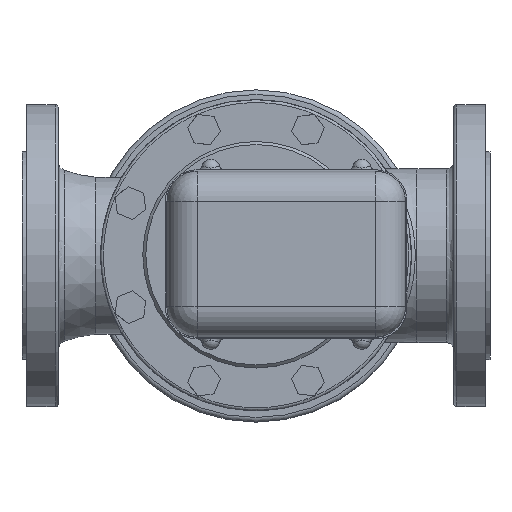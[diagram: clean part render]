
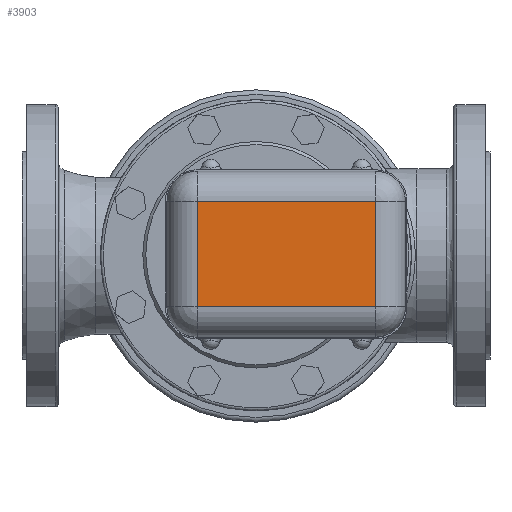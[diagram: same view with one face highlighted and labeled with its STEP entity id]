
A CAD part, top view. The second image highlights one B-rep face of the part: STEP entity #3903.
In plain terms, the highlighted planar face has unit normal (0, 0, 1).
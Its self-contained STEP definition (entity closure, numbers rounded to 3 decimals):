
#3566=CARTESIAN_POINT('',(79.,35.0,635.));
#3567=VERTEX_POINT('',#3566);
#3575=CARTESIAN_POINT('',(79.,-35.,635.));
#3576=VERTEX_POINT('',#3575);
#3577=CARTESIAN_POINT('',(79.,35.0,635.));
#3578=DIRECTION('',(0.0,-1.0,0.0));
#3579=VECTOR('',#3578,70.);
#3580=LINE('',#3577,#3579);
#3581=EDGE_CURVE('',#3567,#3576,#3580,.T.);
#3615=CARTESIAN_POINT('',(-39.,-35.,635.));
#3616=VERTEX_POINT('',#3615);
#3617=CARTESIAN_POINT('',(79.,-35.,635.));
#3618=DIRECTION('',(-1.0,0.0,0.0));
#3619=VECTOR('',#3618,118.0);
#3620=LINE('',#3617,#3619);
#3621=EDGE_CURVE('',#3576,#3616,#3620,.T.);
#3655=CARTESIAN_POINT('',(-39.,35.0,635.));
#3656=VERTEX_POINT('',#3655);
#3657=CARTESIAN_POINT('',(-39.,-35.,635.));
#3658=DIRECTION('',(0.0,1.0,0.0));
#3659=VECTOR('',#3658,70.0);
#3660=LINE('',#3657,#3659);
#3661=EDGE_CURVE('',#3616,#3656,#3660,.T.);
#3729=CARTESIAN_POINT('',(-39.,35.0,635.));
#3730=DIRECTION('',(1.0,0.0,0.0));
#3731=VECTOR('',#3730,118.);
#3732=LINE('',#3729,#3731);
#3733=EDGE_CURVE('',#3656,#3567,#3732,.T.);
#3892=CARTESIAN_POINT('',(20.,0.,635.));
#3893=DIRECTION('',(0.0,0.0,1.0));
#3894=DIRECTION('',(1.0,0.0,0.0));
#3895=AXIS2_PLACEMENT_3D('',#3892,#3893,#3894);
#3896=PLANE('',#3895);
#3897=ORIENTED_EDGE('',*,*,#3581,.F.);
#3898=ORIENTED_EDGE('',*,*,#3733,.F.);
#3899=ORIENTED_EDGE('',*,*,#3661,.F.);
#3900=ORIENTED_EDGE('',*,*,#3621,.F.);
#3901=EDGE_LOOP('',(#3897,#3898,#3899,#3900));
#3902=FACE_OUTER_BOUND('',#3901,.T.);
#3903=ADVANCED_FACE('',(#3902),#3896,.T.);
